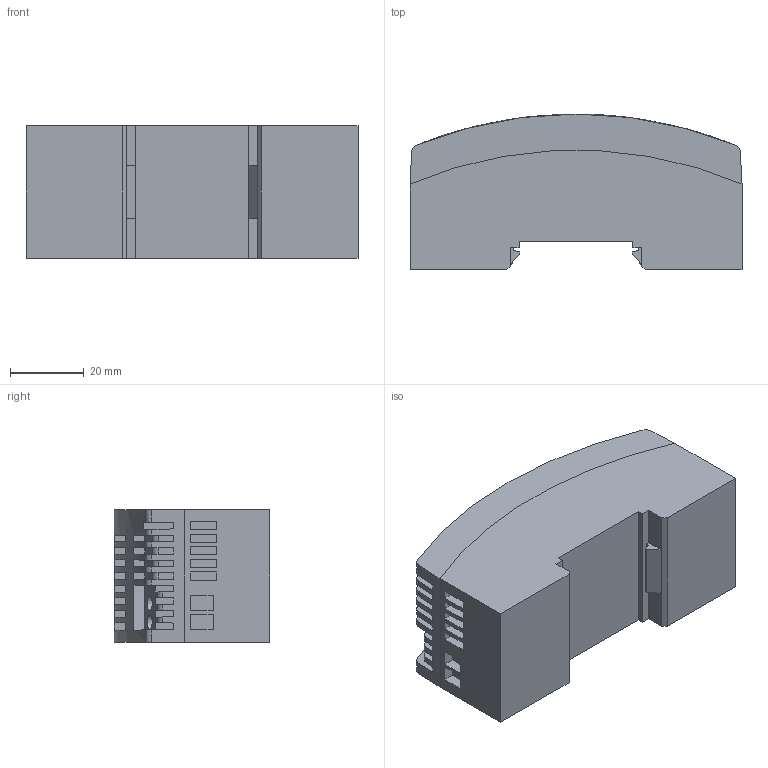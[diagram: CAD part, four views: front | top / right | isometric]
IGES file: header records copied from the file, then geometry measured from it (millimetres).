
Start section: Elysium IGES Interface
Global section: file name: 84H2868622_STEP-PS_1AC_24DC_0.75_FL-select.igs; native system: Creo Elements/Direct Modeling 18.1G  27-Feb-2015; preprocessor: Creo Element/Direct IGES_3D V2.2; author: Unknown; organization: Unknown; date: 20160819.112447; units: millimetre
Bounding box: 90 x 42.2 x 36 mm (x, y, z)
Volume: 112595.2 mm3; surface area: 20272.6 mm2
Topology: 1 solids, 1 shells, 317 faces, 851 edges, 572 vertices
Faces by surface type: bspline 317
